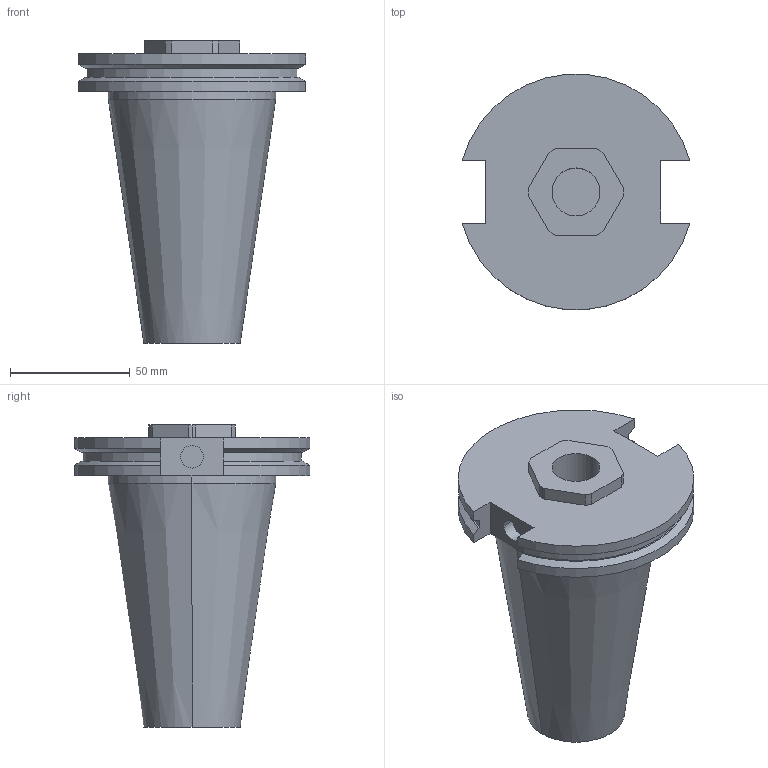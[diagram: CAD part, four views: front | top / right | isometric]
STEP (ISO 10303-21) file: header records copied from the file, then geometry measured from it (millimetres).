
FILE_DESCRIPTION (( 'STEP AP203' ), '1' );
FILE_NAME ('STP-SATE-22311S.STEP', '2020-07-03T08:53:13', ( '' ), ( '' ), 'SwSTEP 2.0', 'SolidWorks 2017', '' );
FILE_SCHEMA (( 'CONFIG_CONTROL_DESIGN' ));
Length unit declared in the file: millimetre
Products named in the file (1): STP-SATE-22311S
Bounding box: 94.95 x 98.05 x 126.06 mm (x, y, z)
Volume: 325591.9 mm3; surface area: 45084.3 mm2
Topology: 1 solids, 1 shells, 60 faces, 149 edges, 95 vertices
Faces by surface type: cylinder 25, plane 23, cone 12
Entity records: 1862 total; most frequent: CARTESIAN_POINT 327, DIRECTION 319, ORIENTED_EDGE 294, EDGE_CURVE 147, AXIS2_PLACEMENT_3D 119, VERTEX_POINT 95, VECTOR 81, LINE 81
